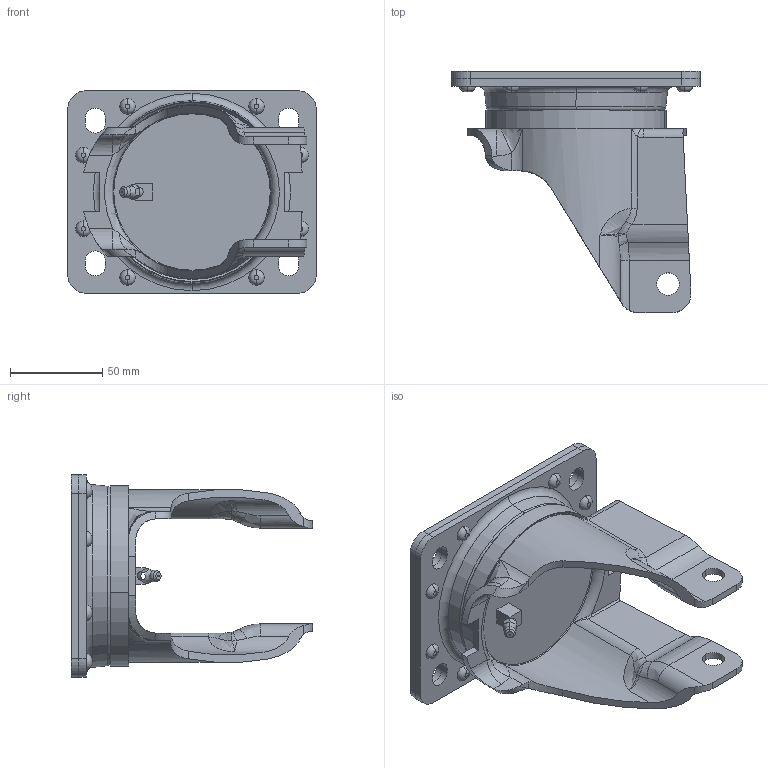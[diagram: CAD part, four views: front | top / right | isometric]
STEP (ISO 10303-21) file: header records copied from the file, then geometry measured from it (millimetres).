
FILE_DESCRIPTION (( 'STEP AP214' ), '1' );
FILE_NAME ('0019379BRL.step', '2023-02-14T11:19:53', ( '' ), ( '' ), 'SwSTEP 2.0', 'SolidWorks 2020', '' );
FILE_SCHEMA (( 'AUTOMOTIVE_DESIGN' ));
Length unit declared in the file: millimetre
Products named in the file (1): 0019379BRL
Bounding box: 135 x 131 x 110 mm (x, y, z)
Surface area: 88210.8 mm2 (no closed solid volume)
Topology: 0 solids, 6 shells, 300 faces, 761 edges, 476 vertices
Faces by surface type: cylinder 120, plane 94, bspline 40, torus 33, cone 8, sphere 5
Entity records: 14397 total; most frequent: CARTESIAN_POINT 4217, DIRECTION 1430, ORIENTED_EDGE 1393, EDGE_CURVE 742, AXIS2_PLACEMENT_3D 575, VERTEX_POINT 474, EDGE_LOOP 341, CIRCLE 314
